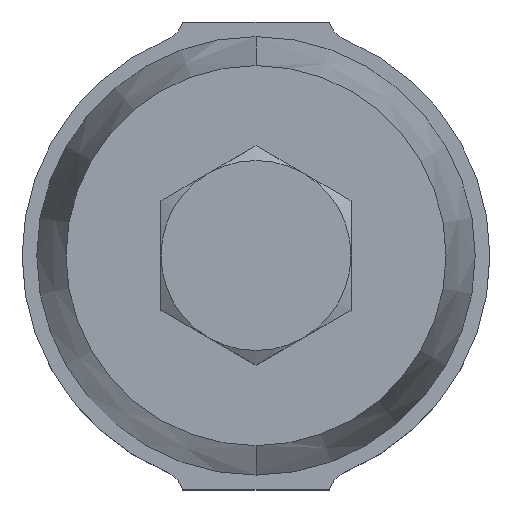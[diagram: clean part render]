
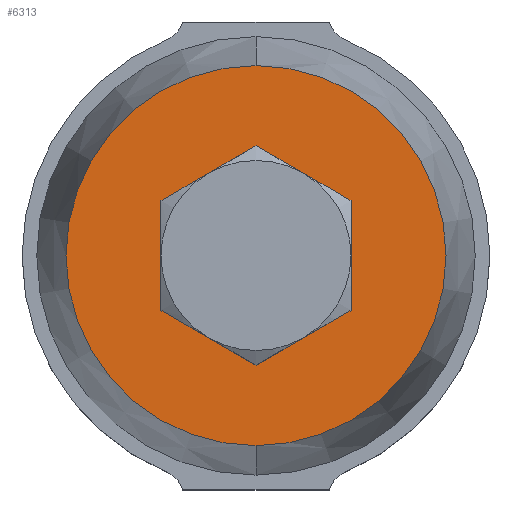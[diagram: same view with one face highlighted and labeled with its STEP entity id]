
A CAD part, top view. The second image highlights one B-rep face of the part: STEP entity #6313.
In plain terms, the highlighted planar face has unit normal (0, 0, 1).
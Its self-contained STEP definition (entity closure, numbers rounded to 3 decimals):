
#97 = AXIS2_PLACEMENT_3D ( 'NONE', #3625, #8571, #8483 ) ;
#218 = ORIENTED_EDGE ( 'NONE', *, *, #7877, .T. ) ;
#347 = EDGE_LOOP ( 'NONE', ( #218, #2110 ) ) ;
#599 = VERTEX_POINT ( 'NONE', #7116 ) ;
#699 = CARTESIAN_POINT ( 'NONE',  ( 0., 0., 15. ) ) ;
#946 = AXIS2_PLACEMENT_3D ( 'NONE', #991, #6638, #3153 ) ;
#991 = CARTESIAN_POINT ( 'NONE',  ( 0., 0., 15. ) ) ;
#1524 = EDGE_CURVE ( 'NONE', #7926, #4666, #8340, .T. ) ;
#2110 = ORIENTED_EDGE ( 'NONE', *, *, #1524, .T. ) ;
#2609 = CARTESIAN_POINT ( 'NONE',  ( 0., 0., 15. ) ) ;
#2834 = DIRECTION ( 'NONE',  ( 0., 0., 1. ) ) ;
#3153 = DIRECTION ( 'NONE',  ( 0., -1., 0. ) ) ;
#3241 = EDGE_LOOP ( 'NONE', ( #3350, #8338 ) ) ;
#3268 = CARTESIAN_POINT ( 'NONE',  ( 6.3, 0., 15. ) ) ;
#3350 = ORIENTED_EDGE ( 'NONE', *, *, #3383, .F. ) ;
#3383 = EDGE_CURVE ( 'NONE', #599, #7268, #8641, .T. ) ;
#3404 = CIRCLE ( 'NONE', #5351, 6.3 ) ;
#3592 = PLANE ( 'NONE',  #97 ) ;
#3625 = CARTESIAN_POINT ( 'NONE',  ( 0., 13., 15. ) ) ;
#3684 = CARTESIAN_POINT ( 'NONE',  ( 0., 0., 15. ) ) ;
#4017 = CARTESIAN_POINT ( 'NONE',  ( 0., 13., 15. ) ) ;
#4187 = DIRECTION ( 'NONE',  ( -1., 0., 0. ) ) ;
#4666 = VERTEX_POINT ( 'NONE', #4017 ) ;
#5351 = AXIS2_PLACEMENT_3D ( 'NONE', #699, #2834, #4187 ) ;
#5624 = EDGE_CURVE ( 'NONE', #7268, #599, #3404, .T. ) ;
#5881 = CARTESIAN_POINT ( 'NONE',  ( 0., -13., 15. ) ) ;
#6173 = DIRECTION ( 'NONE',  ( -1., 0., 0. ) ) ;
#6209 = CIRCLE ( 'NONE', #946, 13. ) ;
#6313 = ADVANCED_FACE ( 'NONE', ( #8305, #7541 ), #3592, .F. ) ;
#6415 = DIRECTION ( 'NONE',  ( 0., -1., 0. ) ) ;
#6638 = DIRECTION ( 'NONE',  ( 0., 0., 1. ) ) ;
#7116 = CARTESIAN_POINT ( 'NONE',  ( -6.3, 0., 15. ) ) ;
#7118 = DIRECTION ( 'NONE',  ( 0., 0., 1. ) ) ;
#7268 = VERTEX_POINT ( 'NONE', #3268 ) ;
#7541 = FACE_OUTER_BOUND ( 'NONE', #347, .T. ) ;
#7877 = EDGE_CURVE ( 'NONE', #4666, #7926, #6209, .T. ) ;
#7926 = VERTEX_POINT ( 'NONE', #5881 ) ;
#8298 = DIRECTION ( 'NONE',  ( 0., 0., 1. ) ) ;
#8305 = FACE_BOUND ( 'NONE', #3241, .T. ) ;
#8338 = ORIENTED_EDGE ( 'NONE', *, *, #5624, .F. ) ;
#8340 = CIRCLE ( 'NONE', #8991, 13. ) ;
#8483 = DIRECTION ( 'NONE',  ( 0., 1., 0. ) ) ;
#8571 = DIRECTION ( 'NONE',  ( 0., 0., -1. ) ) ;
#8641 = CIRCLE ( 'NONE', #8720, 6.3 ) ;
#8720 = AXIS2_PLACEMENT_3D ( 'NONE', #2609, #8298, #6173 ) ;
#8991 = AXIS2_PLACEMENT_3D ( 'NONE', #3684, #7118, #6415 ) ;
